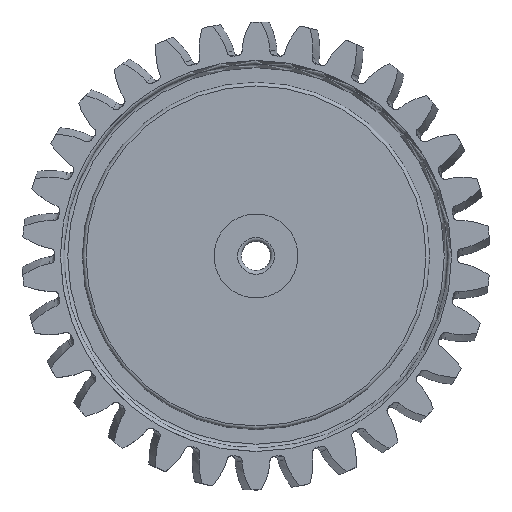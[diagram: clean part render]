
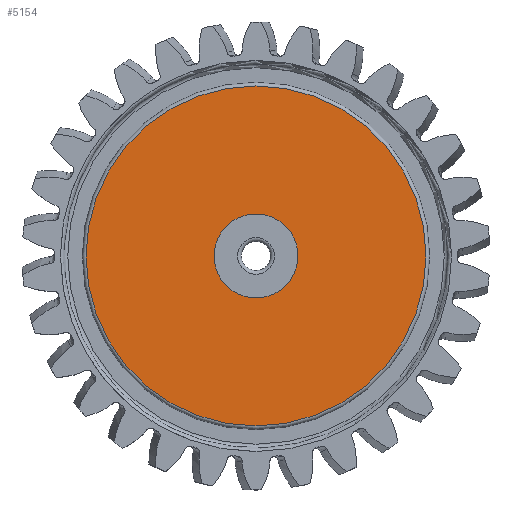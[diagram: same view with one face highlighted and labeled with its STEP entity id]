
A CAD part, top view. The second image highlights one B-rep face of the part: STEP entity #5154.
In plain terms, the highlighted planar face has unit normal (0, 0, 1).
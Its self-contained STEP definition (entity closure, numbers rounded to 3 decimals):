
#626=FACE_BOUND('',#1097,.T.);
#633=PLANE('',#5636);
#771=FACE_OUTER_BOUND('',#1096,.T.);
#1096=EDGE_LOOP('',(#3586));
#1097=EDGE_LOOP('',(#3587));
#1549=CIRCLE('',#5635,46.5);
#1550=CIRCLE('',#5637,11.5);
#2108=VERTEX_POINT('',#12353);
#2109=VERTEX_POINT('',#12357);
#2684=EDGE_CURVE('',#2108,#2108,#1549,.T.);
#2685=EDGE_CURVE('',#2109,#2109,#1550,.T.);
#3586=ORIENTED_EDGE('',*,*,#2684,.F.);
#3587=ORIENTED_EDGE('',*,*,#2685,.F.);
#5154=ADVANCED_FACE('',(#771,#626),#633,.T.);
#5635=AXIS2_PLACEMENT_3D('',#12355,#6369,#6370);
#5636=AXIS2_PLACEMENT_3D('',#12356,#6371,#6372);
#5637=AXIS2_PLACEMENT_3D('',#12358,#6373,#6374);
#6369=DIRECTION('center_axis',(0.,0.,-1.));
#6370=DIRECTION('ref_axis',(-0.818,-0.575,0.));
#6371=DIRECTION('center_axis',(0.,0.,1.));
#6372=DIRECTION('ref_axis',(1.,0.,0.));
#6373=DIRECTION('center_axis',(0.,0.,1.));
#6374=DIRECTION('ref_axis',(-0.818,-0.575,0.));
#12353=CARTESIAN_POINT('',(46.5,0.,3.5));
#12355=CARTESIAN_POINT('Origin',(0.,0.,
3.5));
#12356=CARTESIAN_POINT('Origin',(0.,0.,
3.5));
#12357=CARTESIAN_POINT('',(9.407,6.615,3.5));
#12358=CARTESIAN_POINT('Origin',(0.,0.,
3.5));
